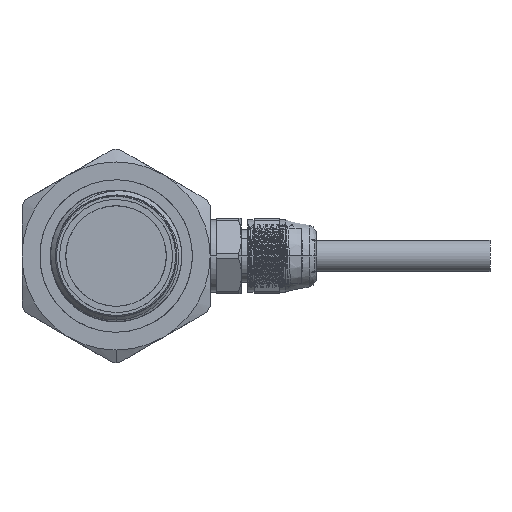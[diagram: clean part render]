
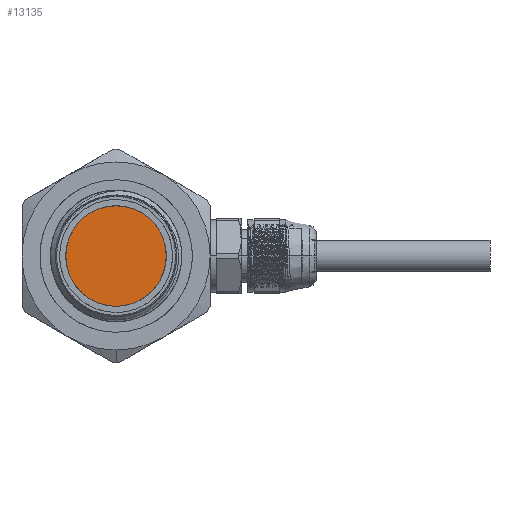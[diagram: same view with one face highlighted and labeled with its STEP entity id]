
A CAD part, front view. The second image highlights one B-rep face of the part: STEP entity #13135.
In plain terms, the highlighted face is planar.
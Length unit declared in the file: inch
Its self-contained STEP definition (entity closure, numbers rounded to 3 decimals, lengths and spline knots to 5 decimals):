
#341 = CARTESIAN_POINT ( 'NONE',  ( 0.31496, 0., 36.85039 ) ) ;
#1329 = EDGE_CURVE ( 'NONE', #16326, #14928, #20421, .T. ) ;
#1530 = CARTESIAN_POINT ( 'NONE',  ( 0.15862, -0.27521, 36.85039 ) ) ;
#1808 = FACE_OUTER_BOUND ( 'NONE', #19538, .T. ) ;
#3279 = CARTESIAN_POINT ( 'NONE',  ( 0.25186, -0.19356, 36.85039 ) ) ;
#4155 = CARTESIAN_POINT ( 'NONE',  ( 0., 0., 36.85039 ) ) ;
#5235 = AXIS2_PLACEMENT_3D ( 'NONE', #7447, #9982, #18174 ) ;
#5289 = CARTESIAN_POINT ( 'NONE',  ( -0.04123, -0.31496, 36.85039 ) ) ;
#5421 = CARTESIAN_POINT ( 'NONE',  ( 0.19356, -0.25186, 36.85039 ) ) ;
#5551 = CARTESIAN_POINT ( 'NONE',  ( 0.31496, 0., 36.85039 ) ) ;
#7432 = CARTESIAN_POINT ( 'NONE',  ( 0.31496, -0.04123, 36.85039 ) ) ;
#7447 = CARTESIAN_POINT ( 'NONE',  ( 0., 0., 36.85039 ) ) ;
#7773 = ORIENTED_EDGE ( 'NONE', *, *, #1329, .F. ) ;
#9835 = CARTESIAN_POINT ( 'NONE',  ( -0.27521, -0.15862, 36.85039 ) ) ;
#9982 = DIRECTION ( 'NONE',  ( 0., 0., 1. ) ) ;
#11724 = CARTESIAN_POINT ( 'NONE',  ( 0.08244, -0.30676, 36.85039 ) ) ;
#13135 = ADVANCED_FACE ( 'NONE', ( #1808 ), #19671, .T. ) ;
#13588 = AXIS2_PLACEMENT_3D ( 'NONE', #4155, #14738, #16355 ) ;
#13733 = CARTESIAN_POINT ( 'NONE',  ( 0.27521, -0.15862, 36.85039 ) ) ;
#14738 = DIRECTION ( 'NONE',  ( 0., 0., -1. ) ) ;
#14928 = VERTEX_POINT ( 'NONE', #341 ) ;
#15614 = CARTESIAN_POINT ( 'NONE',  ( 0.30676, -0.08244, 36.85039 ) ) ;
#16096 = EDGE_CURVE ( 'NONE', #14928, #16326, #19469, .T. ) ;
#16139 = CARTESIAN_POINT ( 'NONE',  ( -0.31496, 0., 36.85039 ) ) ;
#16326 = VERTEX_POINT ( 'NONE', #16139 ) ;
#16355 = DIRECTION ( 'NONE',  ( 1., 0., 0. ) ) ;
#17770 = CARTESIAN_POINT ( 'NONE',  ( -0.08244, -0.30676, 36.85039 ) ) ;
#18174 = DIRECTION ( 'NONE',  ( 1., 0., 0. ) ) ;
#19469 = B_SPLINE_CURVE_WITH_KNOTS ( 'NONE', 3,
 ( #5551, #7432, #15614, #13733, #3279, #5421, #1530, #11724, #24074, #5289, #17770, #25972, #23812, #26232, #9835, #19655, #21799, #26098 ),
 .UNSPECIFIED., .F., .F.,
 ( 4, 2, 2, 2, 2, 2, 2, 2, 4 ),
 ( 0., 0.125, 0.25, 0.375, 0.5, 0.625, 0.75, 0.875, 1. ),
 .UNSPECIFIED. ) ;
#19538 = EDGE_LOOP ( 'NONE', ( #20260, #7773 ) ) ;
#19655 = CARTESIAN_POINT ( 'NONE',  ( -0.30676, -0.08244, 36.85039 ) ) ;
#19671 = PLANE ( 'NONE',  #5235 ) ;
#20260 = ORIENTED_EDGE ( 'NONE', *, *, #16096, .F. ) ;
#20421 = CIRCLE ( 'NONE', #13588, 0.31496 ) ;
#21799 = CARTESIAN_POINT ( 'NONE',  ( -0.31496, -0.04123, 36.85039 ) ) ;
#23812 = CARTESIAN_POINT ( 'NONE',  ( -0.19356, -0.25186, 36.85039 ) ) ;
#24074 = CARTESIAN_POINT ( 'NONE',  ( 0.04123, -0.31496, 36.85039 ) ) ;
#25972 = CARTESIAN_POINT ( 'NONE',  ( -0.15862, -0.27521, 36.85039 ) ) ;
#26098 = CARTESIAN_POINT ( 'NONE',  ( -0.31496, 0., 36.85039 ) ) ;
#26232 = CARTESIAN_POINT ( 'NONE',  ( -0.25186, -0.19356, 36.85039 ) ) ;
